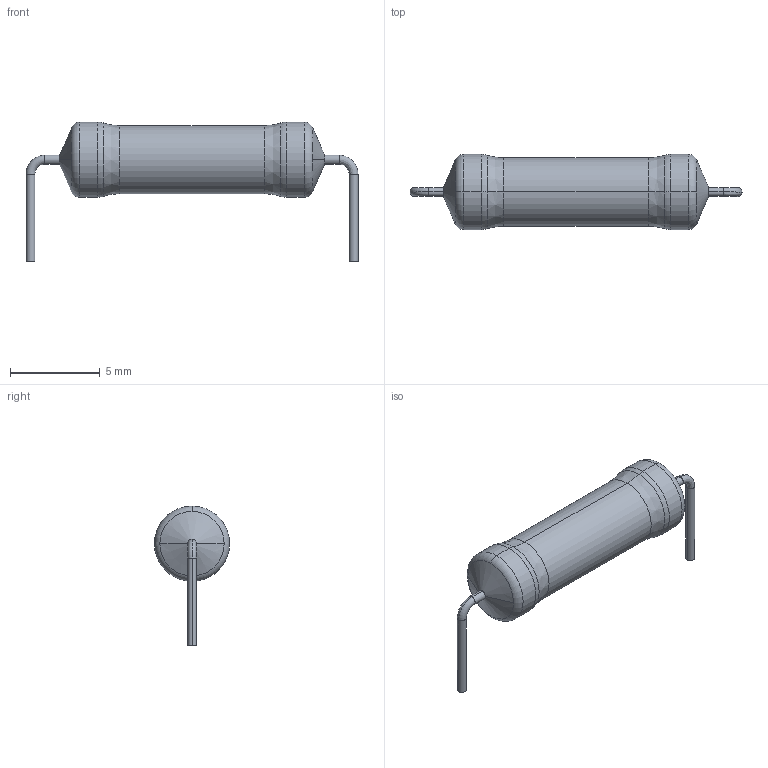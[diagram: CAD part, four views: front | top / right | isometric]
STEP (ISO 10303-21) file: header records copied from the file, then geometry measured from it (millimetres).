
FILE_DESCRIPTION((''),'2;1');
FILE_NAME('RES_OHMITE_MOX-400-23.stp','2015-02-18T09:03:36',(''),(''),'Mechanical Desktop 2011','Mechanical Desktop 2011',', , ');
FILE_SCHEMA(('AUTOMOTIVE_DESIGN { 1 2 10303 214 1 1 1 1 }'));
Length unit declared in the file: millimetre
Products named in the file (1): Product
Bounding box: 18.5 x 4.19 x 7.79 mm (x, y, z)
Volume: 169 mm3; surface area: 212.9 mm2
Topology: 3 solids, 3 shells, 40 faces, 79 edges, 45 vertices
Faces by surface type: bspline 15, cylinder 10, torus 10, plane 3, cone 2
Entity records: 1336 total; most frequent: CARTESIAN_POINT 468, DIRECTION 192, ORIENTED_EDGE 158, AXIS2_PLACEMENT_3D 87, EDGE_CURVE 79, CIRCLE 61, VERTEX_POINT 45, EDGE_LOOP 40
